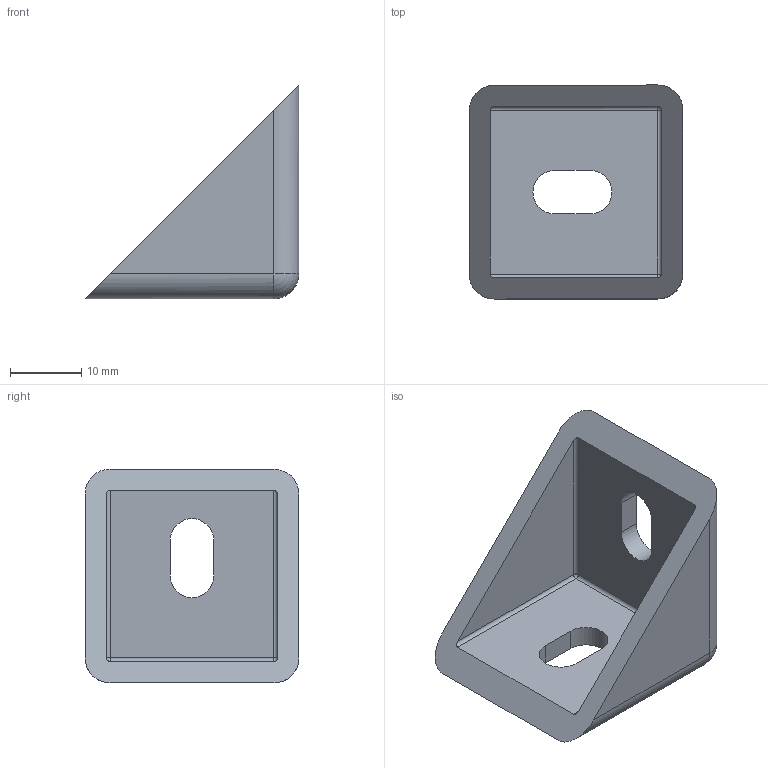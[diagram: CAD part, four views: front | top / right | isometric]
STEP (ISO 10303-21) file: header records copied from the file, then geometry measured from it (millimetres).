
FILE_DESCRIPTION((''),'2;1');
FILE_NAME('SZ0967N.stp','2009-07-27T13:55:02',(''),(''),'Mechanical Desktop 2007','Mechanical Desktop 2007',', , ');
FILE_SCHEMA(('CONFIG_CONTROL_DESIGN'));
Length unit declared in the file: millimetre
Products named in the file (1): SZ0967N
Bounding box: 30 x 30 x 30 mm (x, y, z)
Volume: 5864.3 mm3; surface area: 4549.6 mm2
Topology: 1 solids, 1 shells, 32 faces, 79 edges, 46 vertices
Faces by surface type: cylinder 15, plane 13, sphere 4
Entity records: 1008 total; most frequent: CARTESIAN_POINT 178, DIRECTION 155, ORIENTED_EDGE 150, EDGE_CURVE 75, AXIS2_PLACEMENT_3D 55, VERTEX_POINT 46, VECTOR 45, LINE 45
